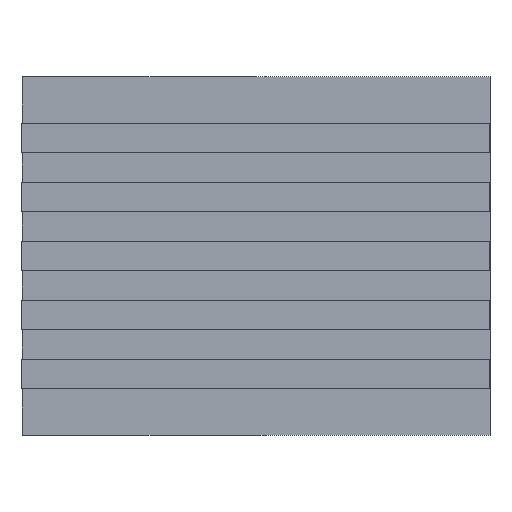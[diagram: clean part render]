
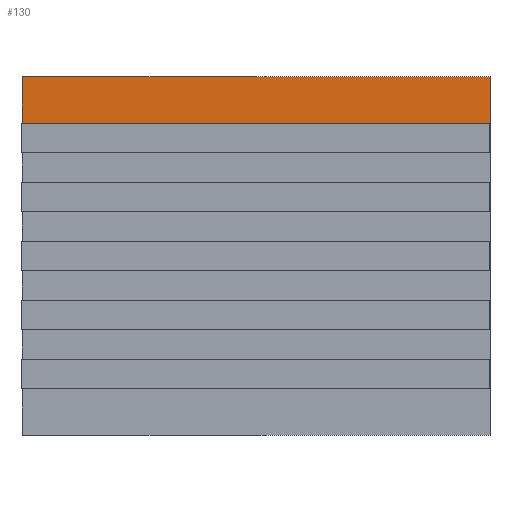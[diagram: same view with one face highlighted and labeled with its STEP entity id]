
A CAD part, left-side view. The second image highlights one B-rep face of the part: STEP entity #130.
In plain terms, the highlighted planar face has unit normal (-1, 0, 0).
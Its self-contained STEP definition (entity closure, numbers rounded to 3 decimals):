
#130 = ADVANCED_FACE ( 'NONE', ( #3493 ), #5429, .F. ) ;
#607 = CARTESIAN_POINT ( 'NONE',  ( -10., 100., -38.35 ) ) ;
#924 = DIRECTION ( 'NONE',  ( 0., 0., -1. ) ) ;
#970 = CARTESIAN_POINT ( 'NONE',  ( -10., 100., -38.35 ) ) ;
#1338 = LINE ( 'NONE', #2810, #4508 ) ;
#1448 = EDGE_CURVE ( 'NONE', #4340, #1533, #2145, .T. ) ;
#1533 = VERTEX_POINT ( 'NONE', #5252 ) ;
#1662 = CARTESIAN_POINT ( 'NONE',  ( -10., 0., 28.35 ) ) ;
#1903 = CARTESIAN_POINT ( 'NONE',  ( -10., 0., 28.35 ) ) ;
#1937 = AXIS2_PLACEMENT_3D ( 'NONE', #970, #4444, #924 ) ;
#2145 = LINE ( 'NONE', #1662, #3101 ) ;
#2772 = ORIENTED_EDGE ( 'NONE', *, *, #5980, .T. ) ;
#2810 = CARTESIAN_POINT ( 'NONE',  ( -10., 0., -38.35 ) ) ;
#2885 = EDGE_LOOP ( 'NONE', ( #4348, #2772, #5239, #4445 ) ) ;
#3101 = VECTOR ( 'NONE', #3159, 1000. ) ;
#3159 = DIRECTION ( 'NONE',  ( 0., 1., 0. ) ) ;
#3471 = VECTOR ( 'NONE', #4419, 1000. ) ;
#3493 = FACE_OUTER_BOUND ( 'NONE', #2885, .T. ) ;
#3676 = VECTOR ( 'NONE', #4506, 1000. ) ;
#3818 = VERTEX_POINT ( 'NONE', #4341 ) ;
#4059 = EDGE_CURVE ( 'NONE', #4273, #3818, #4096, .T. ) ;
#4096 = LINE ( 'NONE', #5010, #3676 ) ;
#4273 = VERTEX_POINT ( 'NONE', #4396 ) ;
#4340 = VERTEX_POINT ( 'NONE', #1903 ) ;
#4341 = CARTESIAN_POINT ( 'NONE',  ( -10., 0., 38.35 ) ) ;
#4348 = ORIENTED_EDGE ( 'NONE', *, *, #1448, .F. ) ;
#4396 = CARTESIAN_POINT ( 'NONE',  ( -10., 100., 38.35 ) ) ;
#4419 = DIRECTION ( 'NONE',  ( 0., 0., 1. ) ) ;
#4444 = DIRECTION ( 'NONE',  ( 1., 0., 0. ) ) ;
#4445 = ORIENTED_EDGE ( 'NONE', *, *, #5152, .F. ) ;
#4506 = DIRECTION ( 'NONE',  ( 0., -1., 0. ) ) ;
#4508 = VECTOR ( 'NONE', #4783, 1000. ) ;
#4783 = DIRECTION ( 'NONE',  ( 0., 0., 1. ) ) ;
#5010 = CARTESIAN_POINT ( 'NONE',  ( -10., 100., 38.35 ) ) ;
#5152 = EDGE_CURVE ( 'NONE', #1533, #4273, #5912, .T. ) ;
#5239 = ORIENTED_EDGE ( 'NONE', *, *, #4059, .F. ) ;
#5252 = CARTESIAN_POINT ( 'NONE',  ( -10., 100., 28.35 ) ) ;
#5429 = PLANE ( 'NONE',  #1937 ) ;
#5912 = LINE ( 'NONE', #607, #3471 ) ;
#5980 = EDGE_CURVE ( 'NONE', #4340, #3818, #1338, .T. ) ;
